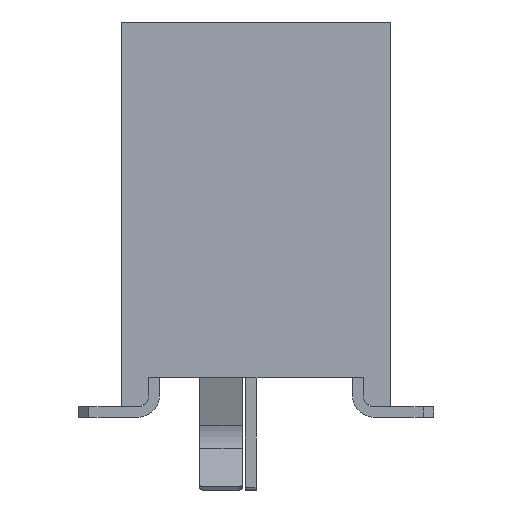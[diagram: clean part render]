
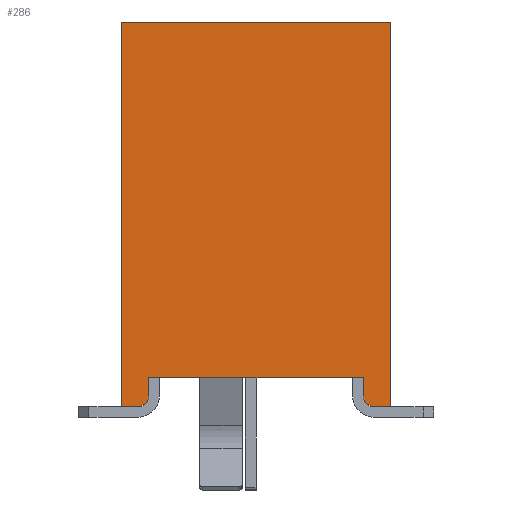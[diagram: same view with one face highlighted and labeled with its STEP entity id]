
A CAD part, left-side view. The second image highlights one B-rep face of the part: STEP entity #286.
In plain terms, the highlighted planar face has unit normal (-1, 0, 0).
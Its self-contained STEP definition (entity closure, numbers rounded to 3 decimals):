
#286 = ADVANCED_FACE( '', ( #821 ), #822, .T. );
#821 = FACE_OUTER_BOUND( '', #1633, .T. );
#822 = PLANE( '', #1634 );
#1633 = EDGE_LOOP( '', ( #2489, #2490, #2491, #2492, #2493, #2494, #2495, #2496, #2497, #2498 ) );
#1634 = AXIS2_PLACEMENT_3D( '', #2499, #2500, #2501 );
#2489 = ORIENTED_EDGE( '', *, *, #4791, .F. );
#2490 = ORIENTED_EDGE( '', *, *, #4792, .T. );
#2491 = ORIENTED_EDGE( '', *, *, #4793, .T. );
#2492 = ORIENTED_EDGE( '', *, *, #4794, .T. );
#2493 = ORIENTED_EDGE( '', *, *, #4795, .T. );
#2494 = ORIENTED_EDGE( '', *, *, #4796, .T. );
#2495 = ORIENTED_EDGE( '', *, *, #4797, .F. );
#2496 = ORIENTED_EDGE( '', *, *, #4798, .T. );
#2497 = ORIENTED_EDGE( '', *, *, #4799, .T. );
#2498 = ORIENTED_EDGE( '', *, *, #4800, .F. );
#2499 = CARTESIAN_POINT( '', ( -9.14, -2.54, -3.62 ) );
#2500 = DIRECTION( '', ( -1., 0., 0. ) );
#2501 = DIRECTION( '', ( 0., 0., 1. ) );
#4791 = EDGE_CURVE( '', #5711, #5712, #5713, .T. );
#4792 = EDGE_CURVE( '', #5711, #5714, #5715, .T. );
#4793 = EDGE_CURVE( '', #5714, #5716, #5717, .T. );
#4794 = EDGE_CURVE( '', #5716, #5718, #5719, .T. );
#4795 = EDGE_CURVE( '', #5718, #5720, #5721, .T. );
#4796 = EDGE_CURVE( '', #5720, #5722, #5723, .T. );
#4797 = EDGE_CURVE( '', #5724, #5722, #5725, .T. );
#4798 = EDGE_CURVE( '', #5724, #5726, #5727, .T. );
#4799 = EDGE_CURVE( '', #5726, #5728, #5729, .T. );
#4800 = EDGE_CURVE( '', #5712, #5728, #5730, .T. );
#5711 = VERTEX_POINT( '', #7051 );
#5712 = VERTEX_POINT( '', #7052 );
#5713 = LINE( '', #7053, #7054 );
#5714 = VERTEX_POINT( '', #7055 );
#5715 = CIRCLE( '', #7056, 0.2 );
#5716 = VERTEX_POINT( '', #7057 );
#5717 = LINE( '', #7058, #7059 );
#5718 = VERTEX_POINT( '', #7060 );
#5719 = LINE( '', #7061, #7062 );
#5720 = VERTEX_POINT( '', #7063 );
#5721 = LINE( '', #7064, #7065 );
#5722 = VERTEX_POINT( '', #7066 );
#5723 = CIRCLE( '', #7067, 0.2 );
#5724 = VERTEX_POINT( '', #7068 );
#5725 = LINE( '', #7069, #7070 );
#5726 = VERTEX_POINT( '', #7071 );
#5727 = LINE( '', #7072, #7073 );
#5728 = VERTEX_POINT( '', #7074 );
#5729 = LINE( '', #7075, #7076 );
#5730 = LINE( '', #7077, #7078 );
#7051 = CARTESIAN_POINT( '', ( -9.14, 2.22, -3.62 ) );
#7052 = CARTESIAN_POINT( '', ( -9.14, 2.54, -3.62 ) );
#7053 = CARTESIAN_POINT( '', ( -9.14, -2.54, -3.62 ) );
#7054 = VECTOR( '', #9004, 1000. );
#7055 = CARTESIAN_POINT( '', ( -9.14, 2.02, -3.42 ) );
#7056 = AXIS2_PLACEMENT_3D( '', #9005, #9006, #9007 );
#7057 = CARTESIAN_POINT( '', ( -9.14, 2.02, -3.08 ) );
#7058 = CARTESIAN_POINT( '', ( -9.14, 2.02, -3.62 ) );
#7059 = VECTOR( '', #9008, 1000. );
#7060 = CARTESIAN_POINT( '', ( -9.14, -2.02, -3.08 ) );
#7061 = CARTESIAN_POINT( '', ( -9.14, -2.54, -3.08 ) );
#7062 = VECTOR( '', #9009, 1000. );
#7063 = CARTESIAN_POINT( '', ( -9.14, -2.02, -3.42 ) );
#7064 = CARTESIAN_POINT( '', ( -9.14, -2.02, -3.62 ) );
#7065 = VECTOR( '', #9010, 1000. );
#7066 = CARTESIAN_POINT( '', ( -9.14, -2.22, -3.62 ) );
#7067 = AXIS2_PLACEMENT_3D( '', #9011, #9012, #9013 );
#7068 = CARTESIAN_POINT( '', ( -9.14, -2.54, -3.62 ) );
#7069 = CARTESIAN_POINT( '', ( -9.14, -2.54, -3.62 ) );
#7070 = VECTOR( '', #9014, 1000. );
#7071 = CARTESIAN_POINT( '', ( -9.14, -2.54, 3.62 ) );
#7072 = CARTESIAN_POINT( '', ( -9.14, -2.54, -3.62 ) );
#7073 = VECTOR( '', #9015, 1000. );
#7074 = CARTESIAN_POINT( '', ( -9.14, 2.54, 3.62 ) );
#7075 = CARTESIAN_POINT( '', ( -9.14, -2.54, 3.62 ) );
#7076 = VECTOR( '', #9016, 1000. );
#7077 = CARTESIAN_POINT( '', ( -9.14, 2.54, -3.62 ) );
#7078 = VECTOR( '', #9017, 1000. );
#9004 = DIRECTION( '', ( 0., 1., 0. ) );
#9005 = CARTESIAN_POINT( '', ( -9.14, 2.22, -3.42 ) );
#9006 = DIRECTION( '', ( -1., 0., 0. ) );
#9007 = DIRECTION( '', ( 0., 0., 1. ) );
#9008 = DIRECTION( '', ( 0., 0., 1. ) );
#9009 = DIRECTION( '', ( 0., -1., 0. ) );
#9010 = DIRECTION( '', ( 0., 0., -1. ) );
#9011 = CARTESIAN_POINT( '', ( -9.14, -2.22, -3.42 ) );
#9012 = DIRECTION( '', ( -1., 0., 0. ) );
#9013 = DIRECTION( '', ( 0., 0., 1. ) );
#9014 = DIRECTION( '', ( 0., 1., 0. ) );
#9015 = DIRECTION( '', ( 0., 0., 1. ) );
#9016 = DIRECTION( '', ( 0., 1., 0. ) );
#9017 = DIRECTION( '', ( 0., 0., 1. ) );
